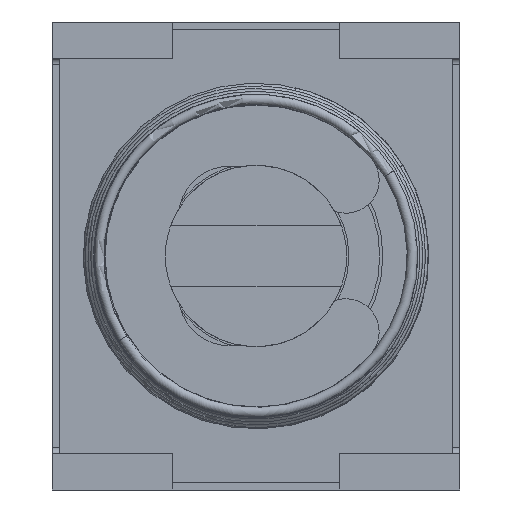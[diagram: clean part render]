
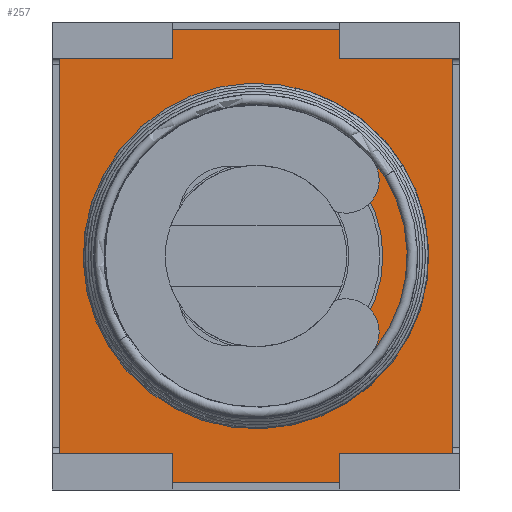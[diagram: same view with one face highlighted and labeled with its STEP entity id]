
A CAD part, left-side view. The second image highlights one B-rep face of the part: STEP entity #257.
In plain terms, the highlighted face is planar.
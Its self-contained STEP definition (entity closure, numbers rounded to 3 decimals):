
#42 = EDGE_LOOP ( 'NONE', ( #4531, #8531, #9978, #5159, #7061, #8284, #9950, #9352, #5318, #2626, #6459, #2986 ) ) ;
#105 = EDGE_CURVE ( 'NONE', #9827, #2864, #1659, .T. ) ;
#235 = CARTESIAN_POINT ( 'NONE',  ( 6.55, -6.5, 1.2 ) ) ;
#255 = EDGE_CURVE ( 'NONE', #6942, #2864, #3928, .T. ) ;
#257 = ADVANCED_FACE ( 'NONE', ( #1353, #1038 ), #3736, .T. ) ;
#339 = AXIS2_PLACEMENT_3D ( 'NONE', #484, #10232, #4394 ) ;
#484 = CARTESIAN_POINT ( 'NONE',  ( 0., 0., 1.2 ) ) ;
#490 = CARTESIAN_POINT ( 'NONE',  ( 7.5, 6.5, 1.2 ) ) ;
#675 = DIRECTION ( 'NONE',  ( 0., 0., 1. ) ) ;
#680 = CARTESIAN_POINT ( 'NONE',  ( 7.5, -2.775, 1.2 ) ) ;
#837 = DIRECTION ( 'NONE',  ( 0., 1., 0. ) ) ;
#1038 = FACE_OUTER_BOUND ( 'NONE', #42, .T. ) ;
#1077 = DIRECTION ( 'NONE',  ( 0., 0., 1. ) ) ;
#1251 = CARTESIAN_POINT ( 'NONE',  ( 4.2, 0., 1.2 ) ) ;
#1353 = FACE_BOUND ( 'NONE', #11552, .T. ) ;
#1358 = CIRCLE ( 'NONE', #339, 4.2 ) ;
#1365 = LINE ( 'NONE', #7609, #3201 ) ;
#1383 = EDGE_CURVE ( 'NONE', #11770, #12172, #4350, .T. ) ;
#1574 = EDGE_CURVE ( 'NONE', #8592, #1704, #12428, .T. ) ;
#1627 = EDGE_CURVE ( 'NONE', #5828, #4684, #11059, .T. ) ;
#1629 = CARTESIAN_POINT ( 'NONE',  ( 7.5, 2.775, 1.2 ) ) ;
#1659 = LINE ( 'NONE', #12575, #5472 ) ;
#1685 = DIRECTION ( 'NONE',  ( 1., 0., 0. ) ) ;
#1704 = VERTEX_POINT ( 'NONE', #5960 ) ;
#1965 = CARTESIAN_POINT ( 'NONE',  ( -6.55, 6.5, 1.2 ) ) ;
#2022 = LINE ( 'NONE', #4750, #6906 ) ;
#2129 = EDGE_CURVE ( 'NONE', #8570, #4309, #4014, .T. ) ;
#2270 = CARTESIAN_POINT ( 'NONE',  ( 6.55, 2.775, 1.2 ) ) ;
#2289 = VECTOR ( 'NONE', #11231, 1000. ) ;
#2300 = ORIENTED_EDGE ( 'NONE', *, *, #2129, .F. ) ;
#2344 = EDGE_CURVE ( 'NONE', #11770, #6942, #2022, .T. ) ;
#2626 = ORIENTED_EDGE ( 'NONE', *, *, #1574, .F. ) ;
#2772 = CARTESIAN_POINT ( 'NONE',  ( -7.5, -2.775, 1.2 ) ) ;
#2864 = VERTEX_POINT ( 'NONE', #4584 ) ;
#2986 = ORIENTED_EDGE ( 'NONE', *, *, #1627, .T. ) ;
#3201 = VECTOR ( 'NONE', #1685, 1000. ) ;
#3289 = CARTESIAN_POINT ( 'NONE',  ( -7.5, -6.5, 1.2 ) ) ;
#3326 = VERTEX_POINT ( 'NONE', #680 ) ;
#3450 = VERTEX_POINT ( 'NONE', #6419 ) ;
#3556 = LINE ( 'NONE', #10183, #10559 ) ;
#3731 = CARTESIAN_POINT ( 'NONE',  ( -6.55, 6.5, 1.2 ) ) ;
#3736 = PLANE ( 'NONE',  #4593 ) ;
#3928 = LINE ( 'NONE', #2772, #6223 ) ;
#4014 = CIRCLE ( 'NONE', #5835, 4.2 ) ;
#4106 = VECTOR ( 'NONE', #9004, 1000. ) ;
#4257 = DIRECTION ( 'NONE',  ( 1., 0., 0. ) ) ;
#4308 = LINE ( 'NONE', #490, #6298 ) ;
#4309 = VERTEX_POINT ( 'NONE', #8422 ) ;
#4350 = LINE ( 'NONE', #3289, #7420 ) ;
#4394 = DIRECTION ( 'NONE',  ( 1., 0., 0. ) ) ;
#4400 = DIRECTION ( 'NONE',  ( 0., 1., 0. ) ) ;
#4510 = DIRECTION ( 'NONE',  ( 1., 0., 0. ) ) ;
#4531 = ORIENTED_EDGE ( 'NONE', *, *, #5768, .F. ) ;
#4574 = CARTESIAN_POINT ( 'NONE',  ( 6.55, -6.5, 1.2 ) ) ;
#4584 = CARTESIAN_POINT ( 'NONE',  ( -7.5, -2.775, 1.2 ) ) ;
#4593 = AXIS2_PLACEMENT_3D ( 'NONE', #4703, #1077, #11778 ) ;
#4632 = CARTESIAN_POINT ( 'NONE',  ( -7.5, 6.5, 1.2 ) ) ;
#4679 = DIRECTION ( 'NONE',  ( -1., 0., 0. ) ) ;
#4684 = VERTEX_POINT ( 'NONE', #1965 ) ;
#4703 = CARTESIAN_POINT ( 'NONE',  ( 0., 0., 1.2 ) ) ;
#4750 = CARTESIAN_POINT ( 'NONE',  ( -6.55, -6.5, 1.2 ) ) ;
#5159 = ORIENTED_EDGE ( 'NONE', *, *, #255, .F. ) ;
#5318 = ORIENTED_EDGE ( 'NONE', *, *, #8711, .T. ) ;
#5472 = VECTOR ( 'NONE', #8687, 1000. ) ;
#5655 = DIRECTION ( 'NONE',  ( 0., 1., 0. ) ) ;
#5687 = CARTESIAN_POINT ( 'NONE',  ( 6.55, 6.5, 1.2 ) ) ;
#5768 = EDGE_CURVE ( 'NONE', #3450, #4684, #10868, .T. ) ;
#5828 = VERTEX_POINT ( 'NONE', #5687 ) ;
#5835 = AXIS2_PLACEMENT_3D ( 'NONE', #11365, #675, #7421 ) ;
#5960 = CARTESIAN_POINT ( 'NONE',  ( 7.5, 2.775, 1.2 ) ) ;
#6223 = VECTOR ( 'NONE', #9562, 1000. ) ;
#6298 = VECTOR ( 'NONE', #4400, 1000. ) ;
#6333 = EDGE_CURVE ( 'NONE', #4309, #8570, #1358, .T. ) ;
#6419 = CARTESIAN_POINT ( 'NONE',  ( -6.55, 2.775, 1.2 ) ) ;
#6459 = ORIENTED_EDGE ( 'NONE', *, *, #8875, .F. ) ;
#6906 = VECTOR ( 'NONE', #5655, 1000. ) ;
#6942 = VERTEX_POINT ( 'NONE', #7809 ) ;
#7061 = ORIENTED_EDGE ( 'NONE', *, *, #2344, .F. ) ;
#7384 = VECTOR ( 'NONE', #837, 1000. ) ;
#7420 = VECTOR ( 'NONE', #4257, 1000. ) ;
#7421 = DIRECTION ( 'NONE',  ( 1., 0., 0. ) ) ;
#7609 = CARTESIAN_POINT ( 'NONE',  ( -7.5, 2.775, 1.2 ) ) ;
#7809 = CARTESIAN_POINT ( 'NONE',  ( -6.55, -2.775, 1.2 ) ) ;
#7963 = CARTESIAN_POINT ( 'NONE',  ( 6.55, -2.775, 1.2 ) ) ;
#8174 = VECTOR ( 'NONE', #4679, 1000. ) ;
#8284 = ORIENTED_EDGE ( 'NONE', *, *, #1383, .T. ) ;
#8422 = CARTESIAN_POINT ( 'NONE',  ( -4.2, 0., 1.2 ) ) ;
#8423 = CARTESIAN_POINT ( 'NONE',  ( 7.5, -2.775, 1.2 ) ) ;
#8531 = ORIENTED_EDGE ( 'NONE', *, *, #12011, .F. ) ;
#8570 = VERTEX_POINT ( 'NONE', #1251 ) ;
#8592 = VERTEX_POINT ( 'NONE', #2270 ) ;
#8687 = DIRECTION ( 'NONE',  ( 0., -1., 0. ) ) ;
#8711 = EDGE_CURVE ( 'NONE', #3326, #1704, #4308, .T. ) ;
#8875 = EDGE_CURVE ( 'NONE', #5828, #8592, #3556, .T. ) ;
#9004 = DIRECTION ( 'NONE',  ( 0., -1., 0. ) ) ;
#9071 = DIRECTION ( 'NONE',  ( 0., -1., 0. ) ) ;
#9345 = CARTESIAN_POINT ( 'NONE',  ( -6.55, -6.5, 1.2 ) ) ;
#9352 = ORIENTED_EDGE ( 'NONE', *, *, #11793, .F. ) ;
#9501 = CARTESIAN_POINT ( 'NONE',  ( -7.5, 2.775, 1.2 ) ) ;
#9562 = DIRECTION ( 'NONE',  ( -1., 0., 0. ) ) ;
#9827 = VERTEX_POINT ( 'NONE', #9501 ) ;
#9897 = LINE ( 'NONE', #235, #4106 ) ;
#9950 = ORIENTED_EDGE ( 'NONE', *, *, #11289, .F. ) ;
#9978 = ORIENTED_EDGE ( 'NONE', *, *, #105, .T. ) ;
#10183 = CARTESIAN_POINT ( 'NONE',  ( 6.55, 6.5, 1.2 ) ) ;
#10209 = LINE ( 'NONE', #8423, #2289 ) ;
#10232 = DIRECTION ( 'NONE',  ( 0., 0., 1. ) ) ;
#10360 = ORIENTED_EDGE ( 'NONE', *, *, #6333, .F. ) ;
#10516 = VERTEX_POINT ( 'NONE', #7963 ) ;
#10559 = VECTOR ( 'NONE', #9071, 1000. ) ;
#10868 = LINE ( 'NONE', #3731, #7384 ) ;
#11059 = LINE ( 'NONE', #4632, #8174 ) ;
#11231 = DIRECTION ( 'NONE',  ( -1., 0., 0. ) ) ;
#11289 = EDGE_CURVE ( 'NONE', #10516, #12172, #9897, .T. ) ;
#11365 = CARTESIAN_POINT ( 'NONE',  ( 0., 0., 1.2 ) ) ;
#11552 = EDGE_LOOP ( 'NONE', ( #2300, #10360 ) ) ;
#11770 = VERTEX_POINT ( 'NONE', #9345 ) ;
#11778 = DIRECTION ( 'NONE',  ( 1., 0., 0. ) ) ;
#11793 = EDGE_CURVE ( 'NONE', #3326, #10516, #10209, .T. ) ;
#12011 = EDGE_CURVE ( 'NONE', #9827, #3450, #1365, .T. ) ;
#12139 = VECTOR ( 'NONE', #4510, 1000. ) ;
#12172 = VERTEX_POINT ( 'NONE', #4574 ) ;
#12428 = LINE ( 'NONE', #1629, #12139 ) ;
#12575 = CARTESIAN_POINT ( 'NONE',  ( -7.5, 6.5, 1.2 ) ) ;
